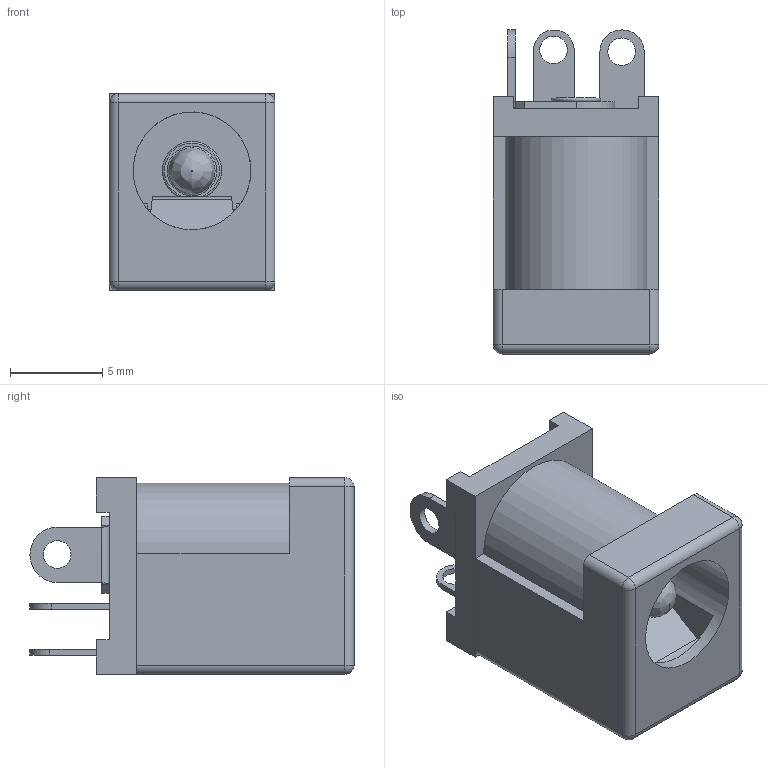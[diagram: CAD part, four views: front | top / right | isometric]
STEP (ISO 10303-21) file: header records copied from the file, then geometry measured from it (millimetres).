
FILE_DESCRIPTION( ( 'Unknown' ), '1' );
FILE_NAME( '694108402002.stp', 'Unknown', ( 'Quentin LAIDEBEUR' ), ( 'WE' ), 'PSStep 15.0.49', 'Sample-box', ' ' );
FILE_SCHEMA( ( 'AUTOMOTIVE_DESIGN { 1 0 10303 214 1 1 1 1 }' ) );
Length unit declared in the file: millimetre
Products named in the file (7): Assem1; 6941xx402002; 6941xx402002_Back; 6941xx402002_PinLame; 6941xx402002_PinContact2; 6941xx402002_PinBis; 694108301002_PinContact
Assembly tree (6 placements, depth 2):
  Assem1
    6941xx402002
    6941xx402002_Back
    6941xx402002_PinLame
    6941xx402002_PinContact2
    6941xx402002_PinBis
    694108301002_PinContact
Bounding box: 9 x 17.6 x 10.7 mm (x, y, z)
Volume: 756.1 mm3; surface area: 1769.5 mm2
Topology: 6 solids, 6 shells, 206 faces, 545 edges, 351 vertices
Faces by surface type: plane 131, cylinder 51, torus 11, bspline 9, sphere 4
Full cylindrical faces by diameter (mm): 1.5 x3, 1.8 x1, 2 x4, 2.5 x1, 3.2 x2, 6.4 x1
Entity records: 8098 total; most frequent: CARTESIAN_POINT 1285, DIRECTION 1033, ORIENTED_EDGE 1026, EDGE_CURVE 513, LINE 377, VECTOR 377, VERTEX_POINT 344, AXIS2_PLACEMENT_3D 328
